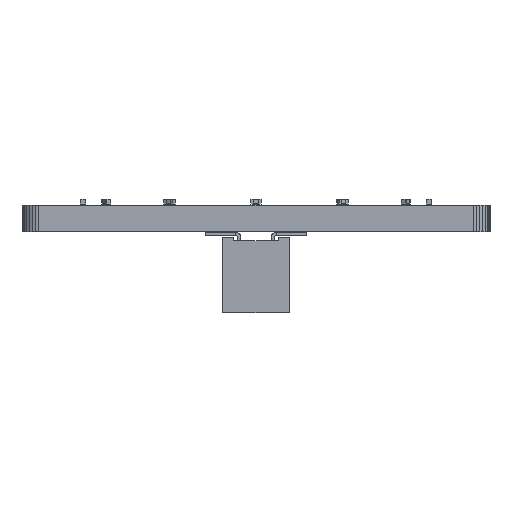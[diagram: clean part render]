
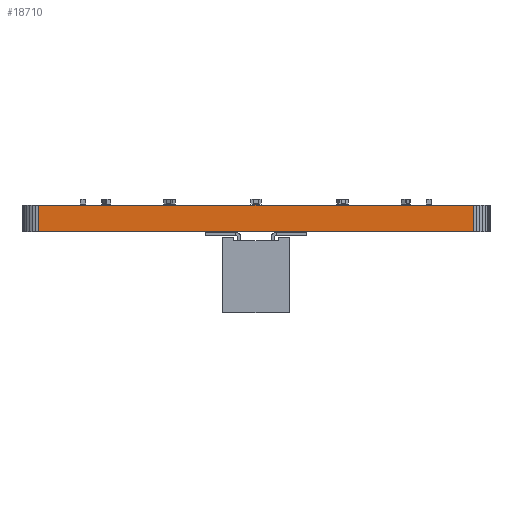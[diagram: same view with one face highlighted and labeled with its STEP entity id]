
A CAD part, left-side view. The second image highlights one B-rep face of the part: STEP entity #18710.
In plain terms, the highlighted planar face has unit normal (-1, 0, 0).
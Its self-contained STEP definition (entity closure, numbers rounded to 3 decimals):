
#12344 = PLANE('',#12345);
#12345 = AXIS2_PLACEMENT_3D('',#12346,#12347,#12348);
#12346 = CARTESIAN_POINT('',(80.,-60.,1.58));
#12347 = DIRECTION('',(-0.,-0.,-1.));
#12348 = DIRECTION('',(-1.,0.,0.));
#12398 = PLANE('',#12399);
#12399 = AXIS2_PLACEMENT_3D('',#12400,#12401,#12402);
#12400 = CARTESIAN_POINT('',(80.,-60.,0.));
#12401 = DIRECTION('',(-0.,-0.,-1.));
#12402 = DIRECTION('',(-1.,0.,0.));
#13179 = VERTEX_POINT('',#13180);
#13180 = CARTESIAN_POINT('',(66.,-73.,0.));
#13194 = PLANE('',#13195);
#13195 = AXIS2_PLACEMENT_3D('',#13196,#13197,#13198);
#13196 = CARTESIAN_POINT('',(66.019,-73.195,0.));
#13197 = DIRECTION('',(-0.995,-0.098,0.));
#13198 = DIRECTION('',(-0.098,0.995,0.));
#13206 = EDGE_CURVE('',#13179,#13207,#13209,.T.);
#13207 = VERTEX_POINT('',#13208);
#13208 = CARTESIAN_POINT('',(66.,-47.,0.));
#13209 = SURFACE_CURVE('',#13210,(#13214,#13221),.PCURVE_S1.);
#13210 = LINE('',#13211,#13212);
#13211 = CARTESIAN_POINT('',(66.,-73.,0.));
#13212 = VECTOR('',#13213,1.);
#13213 = DIRECTION('',(0.,1.,0.));
#13214 = PCURVE('',#12398,#13215);
#13215 = DEFINITIONAL_REPRESENTATION('',(#13216),#13220);
#13216 = LINE('',#13217,#13218);
#13217 = CARTESIAN_POINT('',(14.,-13.));
#13218 = VECTOR('',#13219,1.);
#13219 = DIRECTION('',(0.,1.));
#13220 = ( GEOMETRIC_REPRESENTATION_CONTEXT(2) 
PARAMETRIC_REPRESENTATION_CONTEXT() REPRESENTATION_CONTEXT('2D SPACE',''
  ) );
#13221 = PCURVE('',#13222,#13227);
#13222 = PLANE('',#13223);
#13223 = AXIS2_PLACEMENT_3D('',#13224,#13225,#13226);
#13224 = CARTESIAN_POINT('',(66.,-73.,0.));
#13225 = DIRECTION('',(-1.,0.,0.));
#13226 = DIRECTION('',(0.,1.,0.));
#13227 = DEFINITIONAL_REPRESENTATION('',(#13228),#13232);
#13228 = LINE('',#13229,#13230);
#13229 = CARTESIAN_POINT('',(0.,0.));
#13230 = VECTOR('',#13231,1.);
#13231 = DIRECTION('',(1.,0.));
#13232 = ( GEOMETRIC_REPRESENTATION_CONTEXT(2) 
PARAMETRIC_REPRESENTATION_CONTEXT() REPRESENTATION_CONTEXT('2D SPACE',''
  ) );
#13250 = PLANE('',#13251);
#13251 = AXIS2_PLACEMENT_3D('',#13252,#13253,#13254);
#13252 = CARTESIAN_POINT('',(66.,-47.,0.));
#13253 = DIRECTION('',(-0.995,0.098,0.));
#13254 = DIRECTION('',(0.098,0.995,0.));
#16178 = VERTEX_POINT('',#16179);
#16179 = CARTESIAN_POINT('',(66.,-73.,1.58));
#16200 = EDGE_CURVE('',#16178,#16201,#16203,.T.);
#16201 = VERTEX_POINT('',#16202);
#16202 = CARTESIAN_POINT('',(66.,-47.,1.58));
#16203 = SURFACE_CURVE('',#16204,(#16208,#16215),.PCURVE_S1.);
#16204 = LINE('',#16205,#16206);
#16205 = CARTESIAN_POINT('',(66.,-73.,1.58));
#16206 = VECTOR('',#16207,1.);
#16207 = DIRECTION('',(0.,1.,0.));
#16208 = PCURVE('',#12344,#16209);
#16209 = DEFINITIONAL_REPRESENTATION('',(#16210),#16214);
#16210 = LINE('',#16211,#16212);
#16211 = CARTESIAN_POINT('',(14.,-13.));
#16212 = VECTOR('',#16213,1.);
#16213 = DIRECTION('',(0.,1.));
#16214 = ( GEOMETRIC_REPRESENTATION_CONTEXT(2) 
PARAMETRIC_REPRESENTATION_CONTEXT() REPRESENTATION_CONTEXT('2D SPACE',''
  ) );
#16215 = PCURVE('',#13222,#16216);
#16216 = DEFINITIONAL_REPRESENTATION('',(#16217),#16221);
#16217 = LINE('',#16218,#16219);
#16218 = CARTESIAN_POINT('',(0.,-1.58));
#16219 = VECTOR('',#16220,1.);
#16220 = DIRECTION('',(1.,0.));
#16221 = ( GEOMETRIC_REPRESENTATION_CONTEXT(2) 
PARAMETRIC_REPRESENTATION_CONTEXT() REPRESENTATION_CONTEXT('2D SPACE',''
  ) );
#18660 = EDGE_CURVE('',#13207,#16201,#18661,.T.);
#18661 = SURFACE_CURVE('',#18662,(#18666,#18673),.PCURVE_S1.);
#18662 = LINE('',#18663,#18664);
#18663 = CARTESIAN_POINT('',(66.,-47.,0.));
#18664 = VECTOR('',#18665,1.);
#18665 = DIRECTION('',(0.,0.,1.));
#18666 = PCURVE('',#13250,#18667);
#18667 = DEFINITIONAL_REPRESENTATION('',(#18668),#18672);
#18668 = LINE('',#18669,#18670);
#18669 = CARTESIAN_POINT('',(0.,0.));
#18670 = VECTOR('',#18671,1.);
#18671 = DIRECTION('',(0.,-1.));
#18672 = ( GEOMETRIC_REPRESENTATION_CONTEXT(2) 
PARAMETRIC_REPRESENTATION_CONTEXT() REPRESENTATION_CONTEXT('2D SPACE',''
  ) );
#18673 = PCURVE('',#13222,#18674);
#18674 = DEFINITIONAL_REPRESENTATION('',(#18675),#18679);
#18675 = LINE('',#18676,#18677);
#18676 = CARTESIAN_POINT('',(26.,0.));
#18677 = VECTOR('',#18678,1.);
#18678 = DIRECTION('',(0.,-1.));
#18679 = ( GEOMETRIC_REPRESENTATION_CONTEXT(2) 
PARAMETRIC_REPRESENTATION_CONTEXT() REPRESENTATION_CONTEXT('2D SPACE',''
  ) );
#18710 = ADVANCED_FACE('',(#18711),#13222,.T.);
#18711 = FACE_BOUND('',#18712,.T.);
#18712 = EDGE_LOOP('',(#18713,#18734,#18735,#18736));
#18713 = ORIENTED_EDGE('',*,*,#18714,.T.);
#18714 = EDGE_CURVE('',#13179,#16178,#18715,.T.);
#18715 = SURFACE_CURVE('',#18716,(#18720,#18727),.PCURVE_S1.);
#18716 = LINE('',#18717,#18718);
#18717 = CARTESIAN_POINT('',(66.,-73.,0.));
#18718 = VECTOR('',#18719,1.);
#18719 = DIRECTION('',(0.,0.,1.));
#18720 = PCURVE('',#13222,#18721);
#18721 = DEFINITIONAL_REPRESENTATION('',(#18722),#18726);
#18722 = LINE('',#18723,#18724);
#18723 = CARTESIAN_POINT('',(0.,0.));
#18724 = VECTOR('',#18725,1.);
#18725 = DIRECTION('',(0.,-1.));
#18726 = ( GEOMETRIC_REPRESENTATION_CONTEXT(2) 
PARAMETRIC_REPRESENTATION_CONTEXT() REPRESENTATION_CONTEXT('2D SPACE',''
  ) );
#18727 = PCURVE('',#13194,#18728);
#18728 = DEFINITIONAL_REPRESENTATION('',(#18729),#18733);
#18729 = LINE('',#18730,#18731);
#18730 = CARTESIAN_POINT('',(0.196,0.));
#18731 = VECTOR('',#18732,1.);
#18732 = DIRECTION('',(0.,-1.));
#18733 = ( GEOMETRIC_REPRESENTATION_CONTEXT(2) 
PARAMETRIC_REPRESENTATION_CONTEXT() REPRESENTATION_CONTEXT('2D SPACE',''
  ) );
#18734 = ORIENTED_EDGE('',*,*,#16200,.T.);
#18735 = ORIENTED_EDGE('',*,*,#18660,.F.);
#18736 = ORIENTED_EDGE('',*,*,#13206,.F.);
